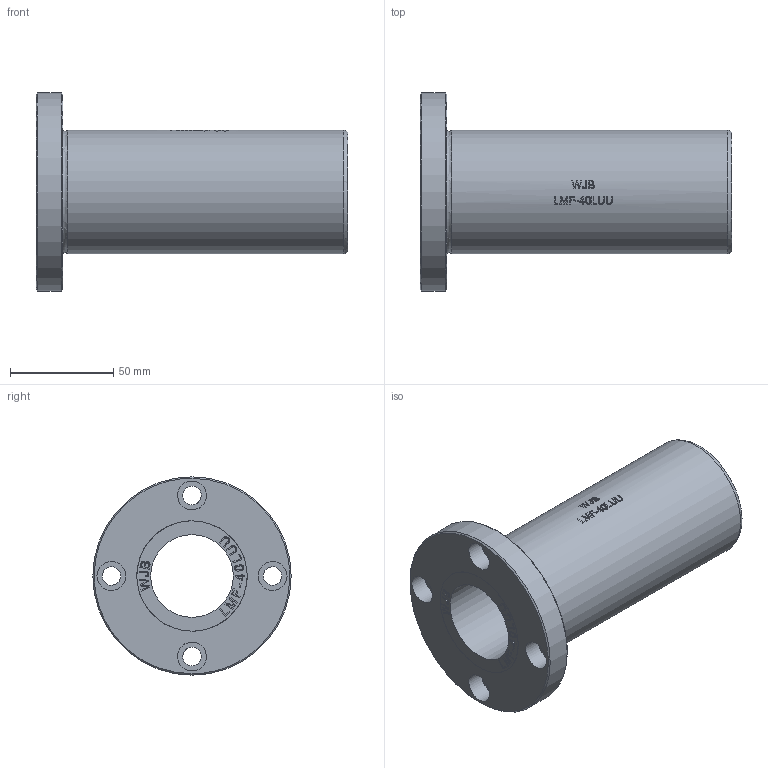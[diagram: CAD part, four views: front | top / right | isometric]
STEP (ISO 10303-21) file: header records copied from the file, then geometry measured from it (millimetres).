
FILE_DESCRIPTION(/* description */ (''),/* implementation_level */ '2;1');
FILE_NAME(/* name */ 'WJB-LMF-40LUU.stp',/* time_stamp */ '2018-09-12T23:20:45+08:00',/* author */ (''),/* organization */ (''),/* preprocessor_version */ 'ST-DEVELOPER v11',/* originating_system */ 'SIEMENS UGS NX 6.0',/* authorisation */ '');
FILE_SCHEMA (('CONFIG_CONTROL_DESIGN'));
Length unit declared in the file: millimetre
Products named in the file (1): WJB-LMF-40LUU
Bounding box: 151 x 96 x 96 mm (x, y, z)
Volume: 287435.3 mm3; surface area: 62150.6 mm2
Topology: 1 solids, 1 shells, 362 faces, 941 edges, 636 vertices
Faces by surface type: plane 251, extrusion 78, cylinder 29, cone 2, torus 2
Full cylindrical faces by diameter (mm): 9 x4, 14 x4, 40 x1, 53.4 x2, 60 x1, 96 x1
Entity records: 13870 total; most frequent: CARTESIAN_POINT 5505, ORIENTED_EDGE 1848, DIRECTION 1310, EDGE_CURVE 924, VERTEX_POINT 636, VECTOR 576, LINE 498, EDGE_LOOP 444
